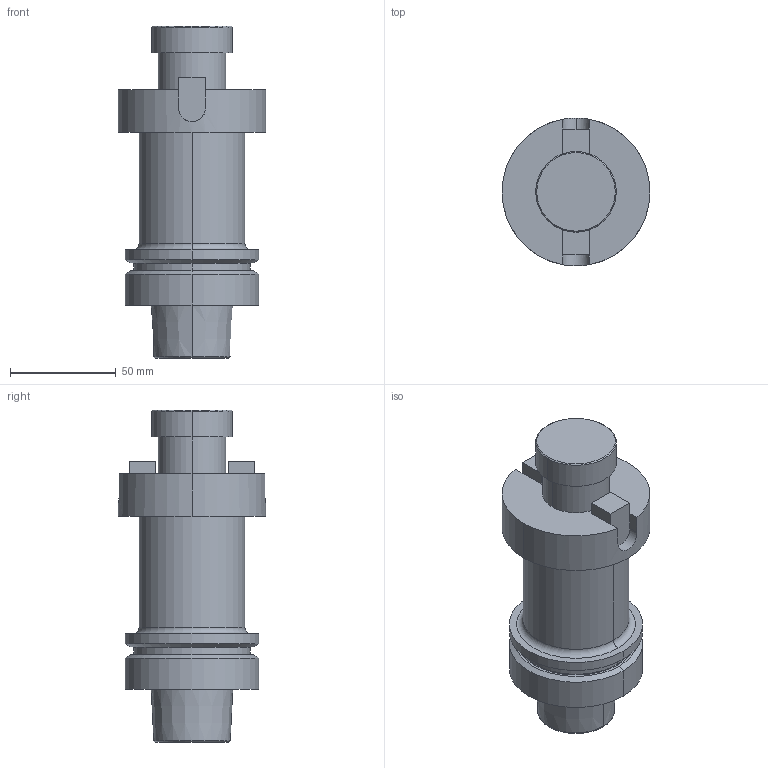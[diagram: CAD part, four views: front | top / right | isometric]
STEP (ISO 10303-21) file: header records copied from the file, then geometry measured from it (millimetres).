
FILE_DESCRIPTION (( 'STEP AP203' ), '1' );
FILE_NAME ('STP-SATE-93530-F.STEP', '2020-03-25T06:05:56', ( '' ), ( '' ), 'SwSTEP 2.0', 'SolidWorks 2017', '' );
FILE_SCHEMA (( 'CONFIG_CONTROL_DESIGN' ));
Length unit declared in the file: millimetre
Products named in the file (1): STP-SATE-93530-F
Bounding box: 69.85 x 69.85 x 156.75 mm (x, y, z)
Volume: 296976.9 mm3; surface area: 39969.6 mm2
Topology: 1 solids, 1 shells, 73 faces, 159 edges, 95 vertices
Faces by surface type: cylinder 25, plane 24, cone 14, torus 10
Entity records: 2134 total; most frequent: CARTESIAN_POINT 411, DIRECTION 381, ORIENTED_EDGE 314, EDGE_CURVE 157, AXIS2_PLACEMENT_3D 153, VERTEX_POINT 95, EDGE_LOOP 82, CIRCLE 79
